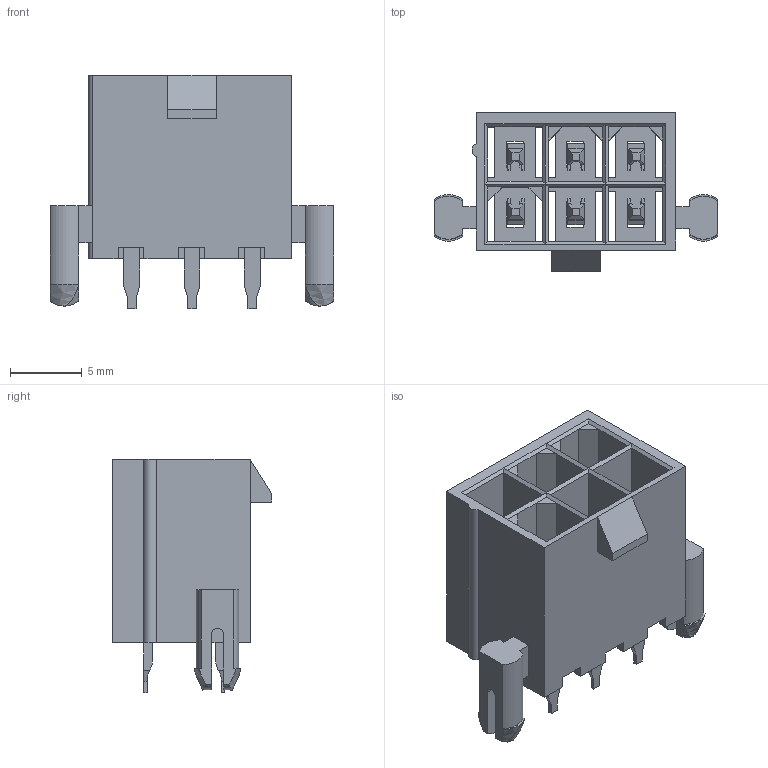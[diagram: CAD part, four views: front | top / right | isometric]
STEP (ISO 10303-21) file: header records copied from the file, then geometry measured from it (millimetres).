
FILE_DESCRIPTION(/* description */ ('Unknown'),/* implementation_level */ '2;1');
FILE_NAME(/* name */ '649006221732',/* time_stamp */ '2019-08-14T09:13:10+02:00',/* author */ ('Unknown'),/* organization */ ('Unknown'),/* preprocessor_version */ 'ST-DEVELOPER v16.7',/* originating_system */ 'DEX',/* authorisation */ $);
FILE_SCHEMA (('AUTOMOTIVE_DESIGN {1 0 10303 214 3 1 1}'));
Length unit declared in the file: millimetre
Products named in the file (3): 6490xx221732; 649006221732; 6490xx221732_PIN
Assembly tree (7 placements, depth 2):
  6490xx221732
    649006221732
    6490xx221732_PIN  x6
Bounding box: 19.8 x 11.1 x 16.3 mm (x, y, z)
Volume: 905.4 mm3; surface area: 2660.5 mm2
Topology: 7 solids, 7 shells, 783 faces, 2268 edges, 1478 vertices
Faces by surface type: plane 588, cylinder 187, bspline 8
Entity records: 11186 total; most frequent: CARTESIAN_POINT 2181, ORIENTED_EDGE 1956, DIRECTION 1726, EDGE_CURVE 978, LINE 852, VECTOR 852, VERTEX_POINT 628, AXIS2_PLACEMENT_3D 437
